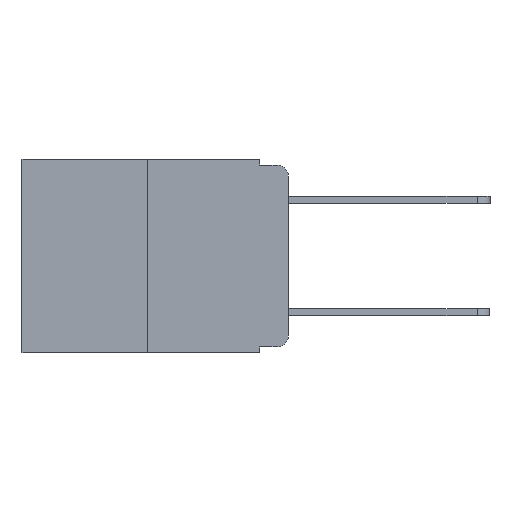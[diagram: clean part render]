
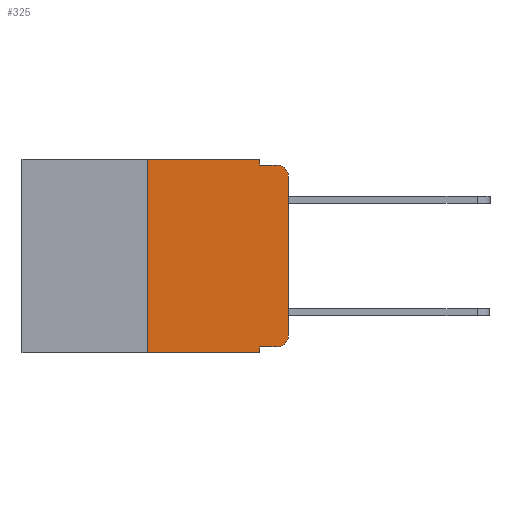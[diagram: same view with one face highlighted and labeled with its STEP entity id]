
A CAD part, left-side view. The second image highlights one B-rep face of the part: STEP entity #325.
In plain terms, the highlighted planar face has unit normal (-1, 0, 0).
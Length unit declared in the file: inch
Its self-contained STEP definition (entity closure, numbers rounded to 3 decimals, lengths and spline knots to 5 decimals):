
#325 = ADVANCED_FACE ( 'NONE', ( #14392 ), #15797, .F. ) ;
#658 = DIRECTION ( 'NONE',  ( 0., -1., 0. ) ) ;
#1258 = CARTESIAN_POINT ( 'NONE',  ( 0., 0.051, -0.01 ) ) ;
#1723 = EDGE_CURVE ( 'NONE', #13762, #11282, #1820, .T. ) ;
#1820 = CIRCLE ( 'NONE', #9607, 0.02 ) ;
#1922 = LINE ( 'NONE', #25134, #6727 ) ;
#2119 = VERTEX_POINT ( 'NONE', #12248 ) ;
#2586 = CARTESIAN_POINT ( 'NONE',  ( 0., 0.25, -0.343 ) ) ;
#2918 = CARTESIAN_POINT ( 'NONE',  ( 0., 0.051, -0.333 ) ) ;
#3034 = ORIENTED_EDGE ( 'NONE', *, *, #5362, .F. ) ;
#3111 = LINE ( 'NONE', #11661, #7225 ) ;
#3154 = CARTESIAN_POINT ( 'NONE',  ( 0., 0.051, -0.01 ) ) ;
#3677 = VERTEX_POINT ( 'NONE', #16599 ) ;
#3847 = VERTEX_POINT ( 'NONE', #9499 ) ;
#4030 = CARTESIAN_POINT ( 'NONE',  ( 0., 0.473, 0. ) ) ;
#4620 = DIRECTION ( 'NONE',  ( -1., 0., 0. ) ) ;
#5362 = EDGE_CURVE ( 'NONE', #3847, #2119, #15802, .T. ) ;
#5805 = DIRECTION ( 'NONE',  ( -1., 0., 0. ) ) ;
#6005 = CARTESIAN_POINT ( 'NONE',  ( 0., 0.051, -0.343 ) ) ;
#6727 = VECTOR ( 'NONE', #19470, 39.37008 ) ;
#7225 = VECTOR ( 'NONE', #23200, 39.37008 ) ;
#7684 = EDGE_CURVE ( 'NONE', #11277, #21460, #18735, .T. ) ;
#7879 = LINE ( 'NONE', #15997, #22789 ) ;
#8157 = EDGE_CURVE ( 'NONE', #3677, #21460, #13581, .T. ) ;
#8640 = ORIENTED_EDGE ( 'NONE', *, *, #24551, .T. ) ;
#8665 = CARTESIAN_POINT ( 'NONE',  ( 0., 0.051, -0.333 ) ) ;
#8958 = VECTOR ( 'NONE', #17168, 39.37008 ) ;
#8987 = EDGE_CURVE ( 'NONE', #2119, #11277, #13542, .T. ) ;
#9499 = CARTESIAN_POINT ( 'NONE',  ( 0., 0.25, 0. ) ) ;
#9607 = AXIS2_PLACEMENT_3D ( 'NONE', #21239, #4620, #15065 ) ;
#9661 = VECTOR ( 'NONE', #658, 39.37008 ) ;
#10173 = DIRECTION ( 'NONE',  ( 0., 0., -1. ) ) ;
#10704 = DIRECTION ( 'NONE',  ( 0., 0., 1. ) ) ;
#10873 = CARTESIAN_POINT ( 'NONE',  ( 0., 0.02, -0.01 ) ) ;
#11277 = VERTEX_POINT ( 'NONE', #3154 ) ;
#11282 = VERTEX_POINT ( 'NONE', #22685 ) ;
#11661 = CARTESIAN_POINT ( 'NONE',  ( 0., 0.25, 0. ) ) ;
#11754 = VERTEX_POINT ( 'NONE', #2586 ) ;
#11815 = ORIENTED_EDGE ( 'NONE', *, *, #8157, .T. ) ;
#12072 = EDGE_LOOP ( 'NONE', ( #15330, #11815, #25356, #25274, #3034, #17361, #14011, #19798, #8640, #18727 ) ) ;
#12096 = EDGE_CURVE ( 'NONE', #11754, #23757, #1922, .T. ) ;
#12248 = CARTESIAN_POINT ( 'NONE',  ( 0., 0.051, 0. ) ) ;
#13135 = CARTESIAN_POINT ( 'NONE',  ( 0., 0.473, 0. ) ) ;
#13542 = LINE ( 'NONE', #14048, #23176 ) ;
#13581 = CIRCLE ( 'NONE', #16951, 0.02 ) ;
#13762 = VERTEX_POINT ( 'NONE', #24720 ) ;
#14011 = ORIENTED_EDGE ( 'NONE', *, *, #12096, .T. ) ;
#14048 = CARTESIAN_POINT ( 'NONE',  ( 0., 0.051, 0. ) ) ;
#14274 = EDGE_CURVE ( 'NONE', #11754, #3847, #3111, .T. ) ;
#14392 = FACE_OUTER_BOUND ( 'NONE', #12072, .T. ) ;
#14886 = LINE ( 'NONE', #8665, #9661 ) ;
#15065 = DIRECTION ( 'NONE',  ( 0., 0., -1. ) ) ;
#15330 = ORIENTED_EDGE ( 'NONE', *, *, #20409, .T. ) ;
#15797 = PLANE ( 'NONE',  #18587 ) ;
#15802 = LINE ( 'NONE', #4030, #20928 ) ;
#15832 = VERTEX_POINT ( 'NONE', #2918 ) ;
#15887 = DIRECTION ( 'NONE',  ( 0., -1., 0. ) ) ;
#15996 = DIRECTION ( 'NONE',  ( 0., 0., -1. ) ) ;
#15997 = CARTESIAN_POINT ( 'NONE',  ( 0., 0.051, 0. ) ) ;
#16599 = CARTESIAN_POINT ( 'NONE',  ( 0., 0., -0.03 ) ) ;
#16822 = VECTOR ( 'NONE', #10704, 39.37008 ) ;
#16951 = AXIS2_PLACEMENT_3D ( 'NONE', #17587, #5805, #19493 ) ;
#17168 = DIRECTION ( 'NONE',  ( 0., -1., 0. ) ) ;
#17361 = ORIENTED_EDGE ( 'NONE', *, *, #14274, .F. ) ;
#17587 = CARTESIAN_POINT ( 'NONE',  ( 0., 0.02, -0.03 ) ) ;
#17703 = DIRECTION ( 'NONE',  ( 1., 0., 0. ) ) ;
#18446 = CARTESIAN_POINT ( 'NONE',  ( 0., 0., 0. ) ) ;
#18587 = AXIS2_PLACEMENT_3D ( 'NONE', #13135, #17703, #19453 ) ;
#18727 = ORIENTED_EDGE ( 'NONE', *, *, #1723, .T. ) ;
#18735 = LINE ( 'NONE', #1258, #8958 ) ;
#19453 = DIRECTION ( 'NONE',  ( 0., 0., -1. ) ) ;
#19470 = DIRECTION ( 'NONE',  ( 0., -1., 0. ) ) ;
#19493 = DIRECTION ( 'NONE',  ( 0., 0., -1. ) ) ;
#19798 = ORIENTED_EDGE ( 'NONE', *, *, #23303, .F. ) ;
#20409 = EDGE_CURVE ( 'NONE', #11282, #3677, #21903, .T. ) ;
#20928 = VECTOR ( 'NONE', #15887, 39.37008 ) ;
#21239 = CARTESIAN_POINT ( 'NONE',  ( 0., 0.02, -0.313 ) ) ;
#21460 = VERTEX_POINT ( 'NONE', #10873 ) ;
#21903 = LINE ( 'NONE', #18446, #16822 ) ;
#22685 = CARTESIAN_POINT ( 'NONE',  ( 0., 0., -0.313 ) ) ;
#22789 = VECTOR ( 'NONE', #10173, 39.37008 ) ;
#23176 = VECTOR ( 'NONE', #15996, 39.37008 ) ;
#23200 = DIRECTION ( 'NONE',  ( 0., 0., 1. ) ) ;
#23303 = EDGE_CURVE ( 'NONE', #15832, #23757, #7879, .T. ) ;
#23757 = VERTEX_POINT ( 'NONE', #6005 ) ;
#24551 = EDGE_CURVE ( 'NONE', #15832, #13762, #14886, .T. ) ;
#24720 = CARTESIAN_POINT ( 'NONE',  ( 0., 0.02, -0.333 ) ) ;
#25134 = CARTESIAN_POINT ( 'NONE',  ( 0., 0.473, -0.343 ) ) ;
#25274 = ORIENTED_EDGE ( 'NONE', *, *, #8987, .F. ) ;
#25356 = ORIENTED_EDGE ( 'NONE', *, *, #7684, .F. ) ;
